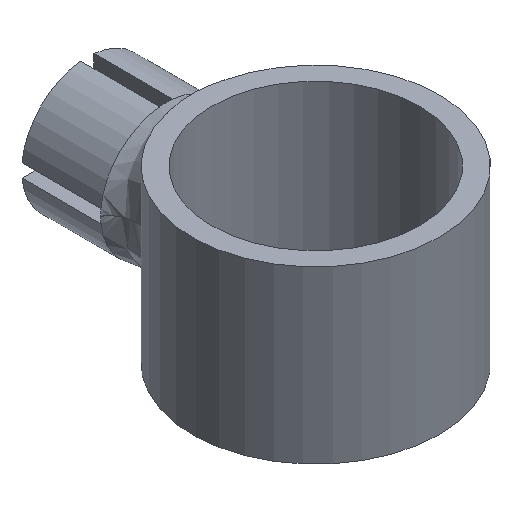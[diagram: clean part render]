
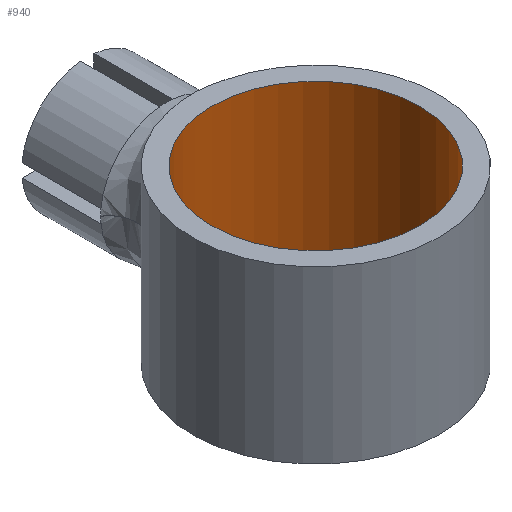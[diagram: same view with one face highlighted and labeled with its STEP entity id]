
A CAD part, isometric view. The second image highlights one B-rep face of the part: STEP entity #940.
In plain terms, the highlighted cylindrical face has radius 7.9 mm (diameter 15.8 mm), a full revolution.
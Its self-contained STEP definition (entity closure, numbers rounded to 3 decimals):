
#53=CYLINDRICAL_SURFACE('',#1066,7.9);
#118=LINE('',#2053,#183);
#183=VECTOR('',#1347,7.9);
#259=FACE_OUTER_BOUND('',#309,.T.);
#309=EDGE_LOOP('',(#881,#882,#883,#884));
#372=CIRCLE('',#1067,7.9);
#373=CIRCLE('',#1068,7.9);
#475=VERTEX_POINT('',#2050);
#476=VERTEX_POINT('',#2052);
#612=EDGE_CURVE('',#475,#475,#372,.T.);
#613=EDGE_CURVE('',#475,#476,#118,.T.);
#614=EDGE_CURVE('',#476,#476,#373,.T.);
#881=ORIENTED_EDGE('',*,*,#612,.F.);
#882=ORIENTED_EDGE('',*,*,#613,.T.);
#883=ORIENTED_EDGE('',*,*,#614,.T.);
#884=ORIENTED_EDGE('',*,*,#613,.F.);
#940=ADVANCED_FACE('',(#259),#53,.F.);
#1066=AXIS2_PLACEMENT_3D('',#2049,#1343,#1344);
#1067=AXIS2_PLACEMENT_3D('',#2051,#1345,#1346);
#1068=AXIS2_PLACEMENT_3D('',#2054,#1348,#1349);
#1343=DIRECTION('center_axis',(0.,0.,1.));
#1344=DIRECTION('ref_axis',(-1.,0.,0.));
#1345=DIRECTION('center_axis',(0.,0.,-1.));
#1346=DIRECTION('ref_axis',(-1.,0.,0.));
#1347=DIRECTION('',(0.,0.,-1.));
#1348=DIRECTION('center_axis',(0.,0.,-1.));
#1349=DIRECTION('ref_axis',(-1.,0.,0.));
#2049=CARTESIAN_POINT('Origin',(0.,0.,0.));
#2050=CARTESIAN_POINT('',(7.9,0.,13.));
#2051=CARTESIAN_POINT('Origin',(0.,0.,13.));
#2052=CARTESIAN_POINT('',(7.9,0.,0.));
#2053=CARTESIAN_POINT('',(7.9,0.,0.));
#2054=CARTESIAN_POINT('Origin',(0.,0.,0.));
